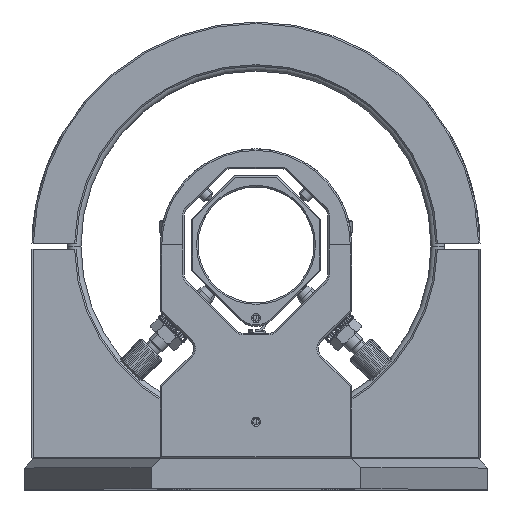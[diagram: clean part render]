
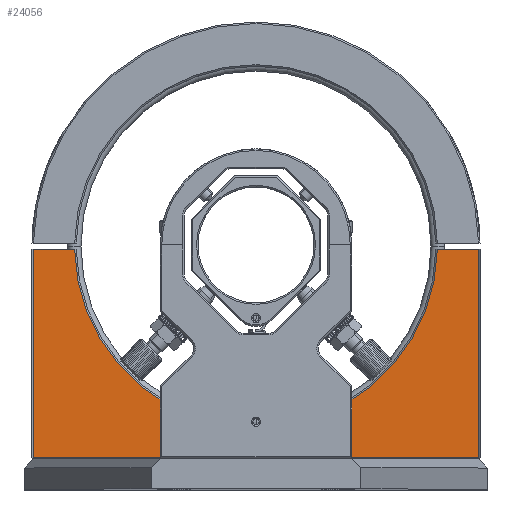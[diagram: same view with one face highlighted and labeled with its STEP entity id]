
A CAD part, top view. The second image highlights one B-rep face of the part: STEP entity #24056.
In plain terms, the highlighted planar face has unit normal (0, 0, 1).
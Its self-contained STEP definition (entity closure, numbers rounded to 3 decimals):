
#365 = AXIS2_PLACEMENT_3D ( 'NONE', #22840, #30242, #8480 ) ;
#1062 = FACE_OUTER_BOUND ( 'NONE', #1753, .T. ) ;
#1753 = EDGE_LOOP ( 'NONE', ( #17514, #24467, #30131, #17316, #9727, #13287 ) ) ;
#1844 = PLANE ( 'NONE',  #20130 ) ;
#2249 = VERTEX_POINT ( 'NONE', #27890 ) ;
#2522 = VECTOR ( 'NONE', #6901, 1000. ) ;
#3747 = LINE ( 'NONE', #13382, #7864 ) ;
#3752 = VERTEX_POINT ( 'NONE', #16583 ) ;
#3909 = CARTESIAN_POINT ( 'NONE',  ( 0., 0., -203.511 ) ) ;
#4343 = CARTESIAN_POINT ( 'NONE',  ( -73., 0., -203.511 ) ) ;
#5203 = VERTEX_POINT ( 'NONE', #22402 ) ;
#5418 = CIRCLE ( 'NONE', #365, 59.5 ) ;
#5862 = EDGE_CURVE ( 'NONE', #7109, #19748, #25974, .T. ) ;
#6210 = LINE ( 'NONE', #30504, #29298 ) ;
#6266 = CARTESIAN_POINT ( 'NONE',  ( -73., -1., -203.511 ) ) ;
#6901 = DIRECTION ( 'NONE',  ( 1., 0., 0. ) ) ;
#7046 = DIRECTION ( 'NONE',  ( 0., 1., 0. ) ) ;
#7109 = VERTEX_POINT ( 'NONE', #6266 ) ;
#7864 = VECTOR ( 'NONE', #11024, 1000. ) ;
#8480 = DIRECTION ( 'NONE',  ( -1., 0., 0. ) ) ;
#9727 = ORIENTED_EDGE ( 'NONE', *, *, #26794, .T. ) ;
#11024 = DIRECTION ( 'NONE',  ( 1., 0., 0. ) ) ;
#11565 = EDGE_CURVE ( 'NONE', #2249, #5203, #5418, .T. ) ;
#11777 = CARTESIAN_POINT ( 'NONE',  ( 73., 0., -203.511 ) ) ;
#13287 = ORIENTED_EDGE ( 'NONE', *, *, #30333, .T. ) ;
#13382 = CARTESIAN_POINT ( 'NONE',  ( 73.5, -1., -203.511 ) ) ;
#13988 = DIRECTION ( 'NONE',  ( 0., -1., 0. ) ) ;
#16174 = DIRECTION ( 'NONE',  ( 1., 0., 0. ) ) ;
#16233 = DIRECTION ( 'NONE',  ( -1., 0., 0. ) ) ;
#16583 = CARTESIAN_POINT ( 'NONE',  ( 73., -1., -203.511 ) ) ;
#17316 = ORIENTED_EDGE ( 'NONE', *, *, #5862, .T. ) ;
#17514 = ORIENTED_EDGE ( 'NONE', *, *, #18977, .F. ) ;
#17823 = VECTOR ( 'NONE', #13988, 1000. ) ;
#18959 = VECTOR ( 'NONE', #7046, 1000. ) ;
#18977 = EDGE_CURVE ( 'NONE', #2249, #3752, #3747, .T. ) ;
#19748 = VERTEX_POINT ( 'NONE', #22910 ) ;
#20130 = AXIS2_PLACEMENT_3D ( 'NONE', #3909, #28052, #16233 ) ;
#22402 = CARTESIAN_POINT ( 'NONE',  ( -59.492, -1., -203.511 ) ) ;
#22840 = CARTESIAN_POINT ( 'NONE',  ( 0., 0., -203.511 ) ) ;
#22910 = CARTESIAN_POINT ( 'NONE',  ( -73., -69.5, -203.511 ) ) ;
#23049 = EDGE_CURVE ( 'NONE', #7109, #5203, #28509, .T. ) ;
#23777 = LINE ( 'NONE', #11777, #18959 ) ;
#24056 = ADVANCED_FACE ( 'NONE', ( #1062 ), #1844, .F. ) ;
#24467 = ORIENTED_EDGE ( 'NONE', *, *, #11565, .T. ) ;
#25974 = LINE ( 'NONE', #4343, #17823 ) ;
#26794 = EDGE_CURVE ( 'NONE', #19748, #30047, #6210, .T. ) ;
#27201 = CARTESIAN_POINT ( 'NONE',  ( 73.5, -1., -203.511 ) ) ;
#27581 = CARTESIAN_POINT ( 'NONE',  ( 73., -69.5, -203.511 ) ) ;
#27890 = CARTESIAN_POINT ( 'NONE',  ( 59.492, -1., -203.511 ) ) ;
#28052 = DIRECTION ( 'NONE',  ( 0., 0., -1. ) ) ;
#28509 = LINE ( 'NONE', #27201, #2522 ) ;
#29298 = VECTOR ( 'NONE', #16174, 1000. ) ;
#30047 = VERTEX_POINT ( 'NONE', #27581 ) ;
#30131 = ORIENTED_EDGE ( 'NONE', *, *, #23049, .F. ) ;
#30242 = DIRECTION ( 'NONE',  ( 0., 0., -1. ) ) ;
#30333 = EDGE_CURVE ( 'NONE', #30047, #3752, #23777, .T. ) ;
#30504 = CARTESIAN_POINT ( 'NONE',  ( 73., -69.5, -203.511 ) ) ;
